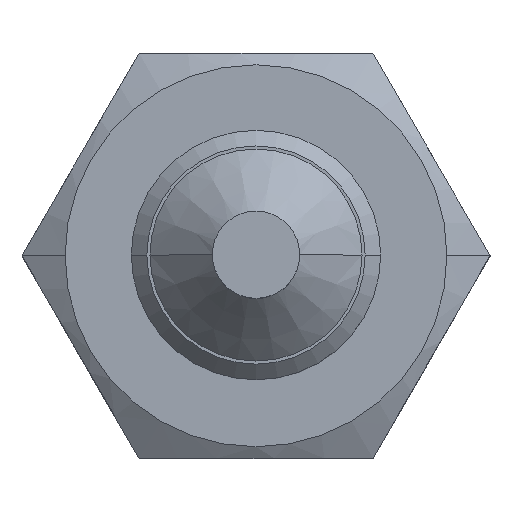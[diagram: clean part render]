
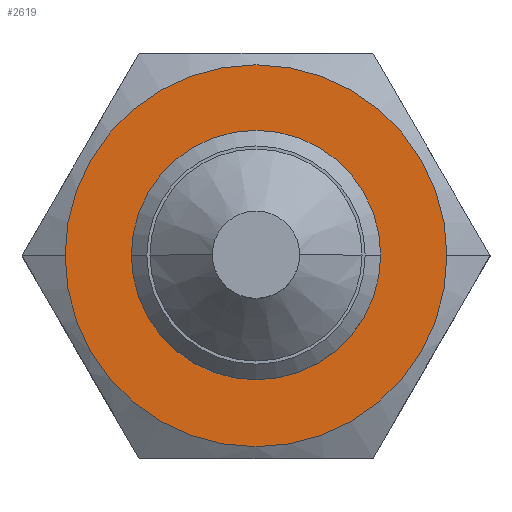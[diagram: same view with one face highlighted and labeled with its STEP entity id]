
A CAD part, top view. The second image highlights one B-rep face of the part: STEP entity #2619.
In plain terms, the highlighted planar face has unit normal (0, 0, 1).
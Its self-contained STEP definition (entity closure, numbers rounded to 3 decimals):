
#4 = CARTESIAN_POINT ( 'NONE',  ( -6.125, 0., 21.46 ) ) ;
#937 = AXIS2_PLACEMENT_3D ( 'NONE', #17981, #14672, #8292 ) ;
#997 = AXIS2_PLACEMENT_3D ( 'NONE', #1339, #11241, #12771 ) ;
#1106 = FACE_BOUND ( 'NONE', #10344, .T. ) ;
#1339 = CARTESIAN_POINT ( 'NONE',  ( 0., 0., 21.46 ) ) ;
#1598 = EDGE_CURVE ( 'NONE', #18158, #2994, #1638, .T. ) ;
#1638 = CIRCLE ( 'NONE', #2454, 6.125 ) ;
#2052 = DIRECTION ( 'NONE',  ( -1., 0., 0. ) ) ;
#2227 = ORIENTED_EDGE ( 'NONE', *, *, #18570, .F. ) ;
#2270 = DIRECTION ( 'NONE',  ( 0., 0., -1. ) ) ;
#2389 = FACE_OUTER_BOUND ( 'NONE', #18912, .T. ) ;
#2454 = AXIS2_PLACEMENT_3D ( 'NONE', #5408, #13702, #18445 ) ;
#2619 = ADVANCED_FACE ( 'NONE', ( #1106, #2389 ), #5022, .T. ) ;
#2994 = VERTEX_POINT ( 'NONE', #4 ) ;
#4347 = CIRCLE ( 'NONE', #14054, 3.674 ) ;
#5022 = PLANE ( 'NONE',  #937 ) ;
#5408 = CARTESIAN_POINT ( 'NONE',  ( 0., 0., 21.46 ) ) ;
#6461 = DIRECTION ( 'NONE',  ( 1., 0., 0. ) ) ;
#6527 = CARTESIAN_POINT ( 'NONE',  ( -3.674, 0., 21.46 ) ) ;
#6620 = EDGE_CURVE ( 'NONE', #15861, #16128, #17035, .T. ) ;
#6739 = EDGE_CURVE ( 'NONE', #16128, #15861, #4347, .T. ) ;
#7104 = CARTESIAN_POINT ( 'NONE',  ( 0., 0., 21.46 ) ) ;
#7628 = CARTESIAN_POINT ( 'NONE',  ( 6.125, 0., 21.46 ) ) ;
#8292 = DIRECTION ( 'NONE',  ( 1., 0., 0. ) ) ;
#9470 = AXIS2_PLACEMENT_3D ( 'NONE', #7104, #2270, #2052 ) ;
#10344 = EDGE_LOOP ( 'NONE', ( #13576, #13470 ) ) ;
#11241 = DIRECTION ( 'NONE',  ( 0., 0., -1. ) ) ;
#12771 = DIRECTION ( 'NONE',  ( 1., 0., 0. ) ) ;
#13470 = ORIENTED_EDGE ( 'NONE', *, *, #6620, .T. ) ;
#13576 = ORIENTED_EDGE ( 'NONE', *, *, #6739, .T. ) ;
#13702 = DIRECTION ( 'NONE',  ( 0., 0., -1. ) ) ;
#14054 = AXIS2_PLACEMENT_3D ( 'NONE', #16107, #17712, #6461 ) ;
#14672 = DIRECTION ( 'NONE',  ( 0., 0., 1. ) ) ;
#15861 = VERTEX_POINT ( 'NONE', #6527 ) ;
#16107 = CARTESIAN_POINT ( 'NONE',  ( 0., 0., 21.46 ) ) ;
#16128 = VERTEX_POINT ( 'NONE', #19012 ) ;
#17035 = CIRCLE ( 'NONE', #997, 3.674 ) ;
#17546 = ORIENTED_EDGE ( 'NONE', *, *, #1598, .F. ) ;
#17712 = DIRECTION ( 'NONE',  ( 0., 0., -1. ) ) ;
#17981 = CARTESIAN_POINT ( 'NONE',  ( 3.753, -6.5, 21.46 ) ) ;
#18158 = VERTEX_POINT ( 'NONE', #7628 ) ;
#18208 = CIRCLE ( 'NONE', #9470, 6.125 ) ;
#18445 = DIRECTION ( 'NONE',  ( -1., 0., 0. ) ) ;
#18570 = EDGE_CURVE ( 'NONE', #2994, #18158, #18208, .T. ) ;
#18912 = EDGE_LOOP ( 'NONE', ( #2227, #17546 ) ) ;
#19012 = CARTESIAN_POINT ( 'NONE',  ( 3.674, 0., 21.46 ) ) ;
